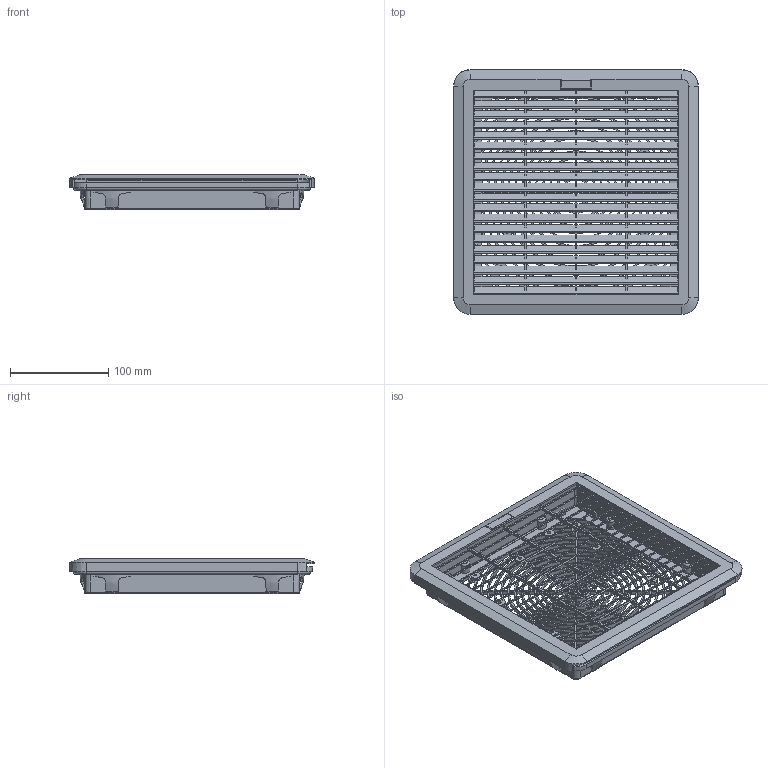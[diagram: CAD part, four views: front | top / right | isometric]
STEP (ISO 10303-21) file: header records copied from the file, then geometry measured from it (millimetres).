
FILE_DESCRIPTION(/* description */ (''),/* implementation_level */ '2;1');
FILE_NAME(/* name */ 'NLF-25.step',/* time_stamp */ '2022-06-22T11:38:40+03:00',/* author */ (''),/* organization */ (''),/* preprocessor_version */ 'ST-DEVELOPER v19',/* originating_system */ 'Autodesk Translation Framework v11.7.0.108',/* authorisation */ '');
FILE_SCHEMA (('AUTOMOTIVE_DESIGN { 1 0 10303 214 3 1 1 }'));
Length unit declared in the file: millimetre
Products named in the file (7): (Unsaved); NLF-25_CБ; NLF-25_Корпус; ЛОГО; NLF _ защелка_MIR; NLF _ защелка; NLF-25_Крышка
Assembly tree (12 placements, depth 3):
  (Unsaved)
    NLF-25_CБ
      NLF-25_Корпус
      ЛОГО
      NLF _ защелка_MIR  x4
      NLF _ защелка  x4
      NLF-25_Крышка
Bounding box: 249 x 248.78 x 35.64 mm (x, y, z)
Volume: 329287.7 mm3; surface area: 339588.2 mm2
Topology: 12 solids, 12 shells, 1593 faces, 4752 edges, 3116 vertices
Faces by surface type: plane 989, cylinder 520, bspline 32, torus 24, cone 24, sphere 4
Full cylindrical faces by diameter (mm): 3 x26, 5.5 x18
Entity records: 49167 total; most frequent: CARTESIAN_POINT 9028, ORIENTED_EDGE 8460, DIRECTION 8058, EDGE_CURVE 4230, LINE 3094, VECTOR 3094, VERTEX_POINT 2768, AXIS2_PLACEMENT_3D 2482
